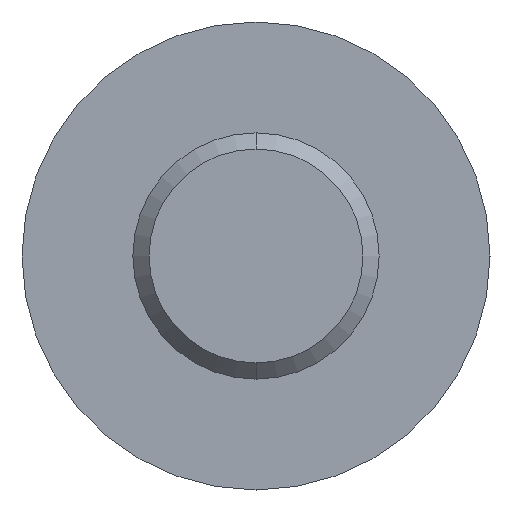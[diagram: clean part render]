
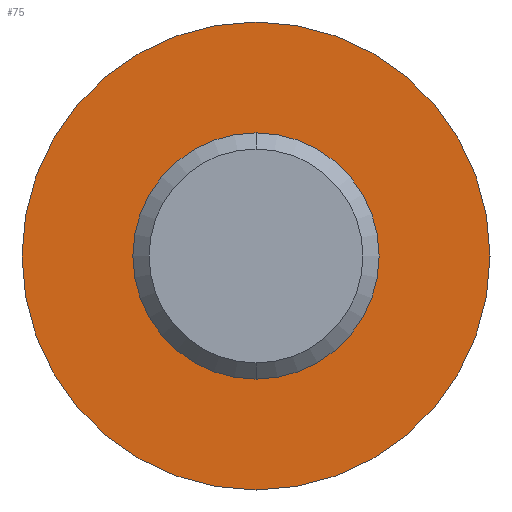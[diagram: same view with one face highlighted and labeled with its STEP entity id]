
A CAD part, front view. The second image highlights one B-rep face of the part: STEP entity #75.
In plain terms, the highlighted planar face has unit normal (0, -1, 0).
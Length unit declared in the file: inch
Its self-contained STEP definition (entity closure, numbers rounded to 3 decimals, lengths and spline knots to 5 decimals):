
#26 = VERTEX_POINT ( 'NONE', #559 ) ;
#49 = CARTESIAN_POINT ( 'NONE',  ( 0., 0.375, -0.1805 ) ) ;
#72 = CIRCLE ( 'NONE', #80, 0.1805 ) ;
#75 = ADVANCED_FACE ( 'NONE', ( #213, #506 ), #118, .F. ) ;
#80 = AXIS2_PLACEMENT_3D ( 'NONE', #87, #127, #133 ) ;
#87 = CARTESIAN_POINT ( 'NONE',  ( 0., 0.375, 0. ) ) ;
#100 = DIRECTION ( 'NONE',  ( 0., 0., -1. ) ) ;
#103 = ORIENTED_EDGE ( 'NONE', *, *, #362, .T. ) ;
#106 = CARTESIAN_POINT ( 'NONE',  ( 0., 0.375, 0. ) ) ;
#117 = CIRCLE ( 'NONE', #339, 0.095 ) ;
#118 = PLANE ( 'NONE',  #451 ) ;
#122 = CIRCLE ( 'NONE', #234, 0.095 ) ;
#127 = DIRECTION ( 'NONE',  ( 0., -1., 0. ) ) ;
#133 = DIRECTION ( 'NONE',  ( 0., 0., -1. ) ) ;
#144 = ORIENTED_EDGE ( 'NONE', *, *, #556, .F. ) ;
#194 = EDGE_LOOP ( 'NONE', ( #144, #385 ) ) ;
#203 = ORIENTED_EDGE ( 'NONE', *, *, #523, .T. ) ;
#213 = FACE_BOUND ( 'NONE', #194, .T. ) ;
#222 = DIRECTION ( 'NONE',  ( 0., -1., 0. ) ) ;
#224 = DIRECTION ( 'NONE',  ( 0., -1., 0. ) ) ;
#228 = CARTESIAN_POINT ( 'NONE',  ( 0., 0.375, 0. ) ) ;
#234 = AXIS2_PLACEMENT_3D ( 'NONE', #397, #222, #528 ) ;
#266 = CARTESIAN_POINT ( 'NONE',  ( 0., 0.375, 0.095 ) ) ;
#279 = CARTESIAN_POINT ( 'NONE',  ( -0.1805, 0.375, 0. ) ) ;
#295 = AXIS2_PLACEMENT_3D ( 'NONE', #228, #537, #100 ) ;
#310 = CARTESIAN_POINT ( 'NONE',  ( 0., 0.375, -0.095 ) ) ;
#339 = AXIS2_PLACEMENT_3D ( 'NONE', #106, #224, #447 ) ;
#352 = EDGE_CURVE ( 'NONE', #356, #367, #117, .T. ) ;
#356 = VERTEX_POINT ( 'NONE', #266 ) ;
#360 = CIRCLE ( 'NONE', #295, 0.1805 ) ;
#362 = EDGE_CURVE ( 'NONE', #488, #26, #360, .T. ) ;
#367 = VERTEX_POINT ( 'NONE', #310 ) ;
#379 = EDGE_LOOP ( 'NONE', ( #103, #203 ) ) ;
#384 = DIRECTION ( 'NONE',  ( 0., 0., 1. ) ) ;
#385 = ORIENTED_EDGE ( 'NONE', *, *, #352, .F. ) ;
#397 = CARTESIAN_POINT ( 'NONE',  ( 0., 0.375, 0. ) ) ;
#447 = DIRECTION ( 'NONE',  ( 0., 0., -1. ) ) ;
#451 = AXIS2_PLACEMENT_3D ( 'NONE', #279, #545, #384 ) ;
#488 = VERTEX_POINT ( 'NONE', #49 ) ;
#506 = FACE_OUTER_BOUND ( 'NONE', #379, .T. ) ;
#523 = EDGE_CURVE ( 'NONE', #26, #488, #72, .T. ) ;
#528 = DIRECTION ( 'NONE',  ( 0., 0., -1. ) ) ;
#537 = DIRECTION ( 'NONE',  ( 0., -1., 0. ) ) ;
#545 = DIRECTION ( 'NONE',  ( 0., 1., 0. ) ) ;
#556 = EDGE_CURVE ( 'NONE', #367, #356, #122, .T. ) ;
#559 = CARTESIAN_POINT ( 'NONE',  ( 0., 0.375, 0.1805 ) ) ;
